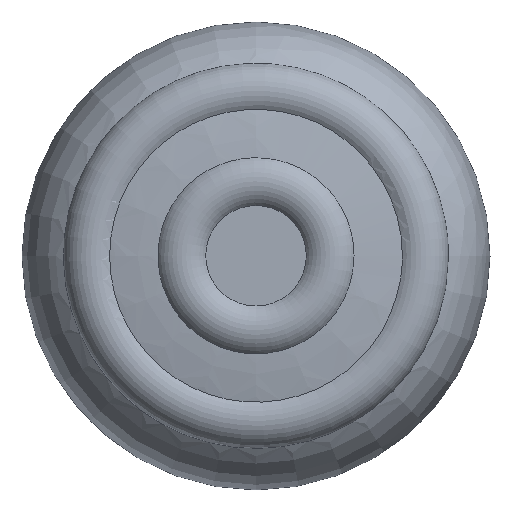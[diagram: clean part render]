
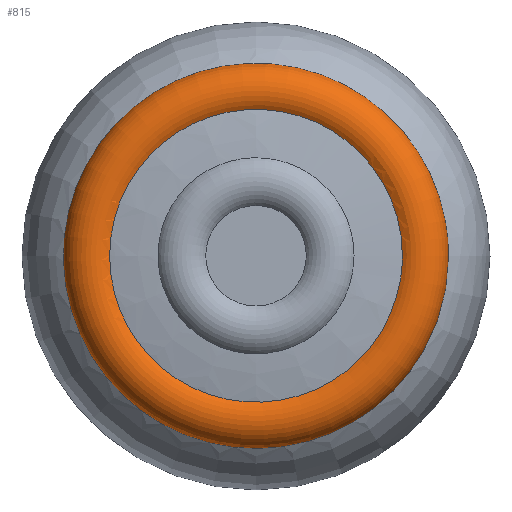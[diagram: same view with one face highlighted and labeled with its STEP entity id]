
A CAD part, top view. The second image highlights one B-rep face of the part: STEP entity #815.
In plain terms, the highlighted toroidal (fillet/blend) face has major radius 3.397 mm and minor radius 0.6 mm.
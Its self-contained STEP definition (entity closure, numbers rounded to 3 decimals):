
#18=TOROIDAL_SURFACE('',#896,3.397,0.6);
#97=FACE_OUTER_BOUND('',#147,.T.);
#147=EDGE_LOOP('',(#735,#736,#737,#738));
#239=B_SPLINE_CURVE_WITH_KNOTS('',3,(#3690,#3691,#3692,#3693,#3694,#3695,
#3696,#3697,#3698,#3699,#3700,#3701,#3702,#3703,#3704,#3705,#3706,#3707,
#3708,#3709,#3710,#3711,#3712,#3713,#3714,#3715,#3716,#3717,#3718,#3719,
#3720,#3721,#3722,#3723,#3724,#3725,#3726,#3727,#3728),.UNSPECIFIED.,.T.,
 .F.,(4,2,2,2,2,2,2,2,2,2,2,2,2,2,2,3,2,2,4),(-2.268,-2.183,
-2.027,-1.871,-1.715,-1.559,
-1.403,-1.247,-1.091,-0.935,
-0.779,-0.624,-0.468,-0.312,
-0.156,0.,0.088,0.177,0.247),
 .UNSPECIFIED.);
#240=B_SPLINE_CURVE_WITH_KNOTS('',3,(#3731,#3732,#3733,#3734,#3735,#3736,
#3737,#3738,#3739,#3740,#3741,#3742,#3743,#3744,#3745,#3746,#3747,#3748,
#3749,#3750,#3751,#3752,#3753,#3754,#3755,#3756,#3757,#3758,#3759,#3760,
#3761,#3762,#3763,#3764,#3765,#3766,#3767,#3768,#3769),.UNSPECIFIED.,.T.,
 .F.,(4,2,2,3,2,2,2,2,2,2,2,2,2,2,2,2,2,2,4),(-0.239,-0.237,
-0.119,0.,0.067,0.134,0.253,
0.371,0.49,0.608,0.727,
0.845,0.964,1.082,1.201,1.319,
1.438,1.556,1.673),.UNSPECIFIED.);
#277=CIRCLE('',#897,0.6);
#359=VERTEX_POINT('',#3689);
#360=VERTEX_POINT('',#3729);
#485=EDGE_CURVE('',#359,#359,#239,.T.);
#486=EDGE_CURVE('',#359,#360,#277,.T.);
#487=EDGE_CURVE('',#360,#360,#240,.T.);
#735=ORIENTED_EDGE('',*,*,#485,.F.);
#736=ORIENTED_EDGE('',*,*,#486,.T.);
#737=ORIENTED_EDGE('',*,*,#487,.F.);
#738=ORIENTED_EDGE('',*,*,#486,.F.);
#815=ADVANCED_FACE('',(#97),#18,.T.);
#896=AXIS2_PLACEMENT_3D('',#3688,#1029,#1030);
#897=AXIS2_PLACEMENT_3D('',#3730,#1031,#1032);
#1029=DIRECTION('center_axis',(0.,0.,-1.));
#1030=DIRECTION('ref_axis',(-1.,0.,0.));
#1031=DIRECTION('center_axis',(0.,-1.,0.));
#1032=DIRECTION('ref_axis',(1.,0.,0.));
#3688=CARTESIAN_POINT('Origin',(0.,0.,3.952));
#3689=CARTESIAN_POINT('',(3.991,0.,4.038));
#3690=CARTESIAN_POINT('Ctrl Pts',(3.991,0.,
4.038));
#3691=CARTESIAN_POINT('Ctrl Pts',(3.991,-0.285,4.038));
#3692=CARTESIAN_POINT('Ctrl Pts',(3.96,-0.569,4.038));
#3693=CARTESIAN_POINT('Ctrl Pts',(3.789,-1.357,4.038));
#3694=CARTESIAN_POINT('Ctrl Pts',(3.58,-1.838,4.038));
#3695=CARTESIAN_POINT('Ctrl Pts',(2.99,-2.694,4.038));
#3696=CARTESIAN_POINT('Ctrl Pts',(2.614,-3.06,4.038));
#3697=CARTESIAN_POINT('Ctrl Pts',(1.744,-3.627,4.038));
#3698=CARTESIAN_POINT('Ctrl Pts',(1.257,-3.823,4.038));
#3699=CARTESIAN_POINT('Ctrl Pts',(0.236,-4.017,4.038));
#3700=CARTESIAN_POINT('Ctrl Pts',(-0.289,-4.014,
4.038));
#3701=CARTESIAN_POINT('Ctrl Pts',(-1.307,-3.806,4.038));
#3702=CARTESIAN_POINT('Ctrl Pts',(-1.791,-3.604,4.038));
#3703=CARTESIAN_POINT('Ctrl Pts',(-2.654,-3.025,4.038));
#3704=CARTESIAN_POINT('Ctrl Pts',(-3.025,-2.654,4.038));
#3705=CARTESIAN_POINT('Ctrl Pts',(-3.604,-1.791,4.038));
#3706=CARTESIAN_POINT('Ctrl Pts',(-3.806,-1.307,4.038));
#3707=CARTESIAN_POINT('Ctrl Pts',(-4.014,-0.289,
4.038));
#3708=CARTESIAN_POINT('Ctrl Pts',(-4.017,0.236,4.038));
#3709=CARTESIAN_POINT('Ctrl Pts',(-3.823,1.257,4.038));
#3710=CARTESIAN_POINT('Ctrl Pts',(-3.627,1.744,4.038));
#3711=CARTESIAN_POINT('Ctrl Pts',(-3.06,2.614,4.038));
#3712=CARTESIAN_POINT('Ctrl Pts',(-2.694,2.99,4.038));
#3713=CARTESIAN_POINT('Ctrl Pts',(-1.838,3.58,4.038));
#3714=CARTESIAN_POINT('Ctrl Pts',(-1.357,3.789,4.038));
#3715=CARTESIAN_POINT('Ctrl Pts',(-0.341,4.01,4.038));
#3716=CARTESIAN_POINT('Ctrl Pts',(0.183,4.02,4.038));
#3717=CARTESIAN_POINT('Ctrl Pts',(1.207,3.839,4.038));
#3718=CARTESIAN_POINT('Ctrl Pts',(1.696,3.65,4.038));
#3719=CARTESIAN_POINT('Ctrl Pts',(2.574,3.094,4.038));
#3720=CARTESIAN_POINT('Ctrl Pts',(2.954,2.733,4.038));
#3721=CARTESIAN_POINT('Ctrl Pts',(3.255,2.309,4.038));
#3722=CARTESIAN_POINT('Ctrl Pts',(3.425,2.069,4.038));
#3723=CARTESIAN_POINT('Ctrl Pts',(3.568,1.811,4.038));
#3724=CARTESIAN_POINT('Ctrl Pts',(3.795,1.268,4.038));
#3725=CARTESIAN_POINT('Ctrl Pts',(3.879,0.985,4.038));
#3726=CARTESIAN_POINT('Ctrl Pts',(3.97,0.465,4.038));
#3727=CARTESIAN_POINT('Ctrl Pts',(3.991,0.232,4.038));
#3728=CARTESIAN_POINT('Ctrl Pts',(3.991,0.,
4.038));
#3729=CARTESIAN_POINT('',(3.034,0.,4.43));
#3730=CARTESIAN_POINT('Origin',(3.397,0.,
3.952));
#3731=CARTESIAN_POINT('Ctrl Pts',(3.034,0.,
4.43));
#3732=CARTESIAN_POINT('Ctrl Pts',(3.034,0.007,
4.43));
#3733=CARTESIAN_POINT('Ctrl Pts',(3.034,0.013,4.43));
#3734=CARTESIAN_POINT('Ctrl Pts',(3.031,0.415,4.43));
#3735=CARTESIAN_POINT('Ctrl Pts',(2.952,0.806,4.43));
#3736=CARTESIAN_POINT('Ctrl Pts',(2.647,1.535,4.43));
#3737=CARTESIAN_POINT('Ctrl Pts',(2.425,1.866,4.43));
#3738=CARTESIAN_POINT('Ctrl Pts',(2.145,2.145,4.43));
#3739=CARTESIAN_POINT('Ctrl Pts',(1.987,2.304,4.43));
#3740=CARTESIAN_POINT('Ctrl Pts',(1.812,2.444,4.43));
#3741=CARTESIAN_POINT('Ctrl Pts',(1.434,2.683,4.43));
#3742=CARTESIAN_POINT('Ctrl Pts',(1.232,2.781,4.43));
#3743=CARTESIAN_POINT('Ctrl Pts',(0.65,2.99,4.43));
#3744=CARTESIAN_POINT('Ctrl Pts',(0.255,3.049,4.43));
#3745=CARTESIAN_POINT('Ctrl Pts',(-0.534,3.013,4.43));
#3746=CARTESIAN_POINT('Ctrl Pts',(-0.921,2.918,4.43));
#3747=CARTESIAN_POINT('Ctrl Pts',(-1.638,2.584,4.43));
#3748=CARTESIAN_POINT('Ctrl Pts',(-1.96,2.349,4.43));
#3749=CARTESIAN_POINT('Ctrl Pts',(-2.496,1.769,4.43));
#3750=CARTESIAN_POINT('Ctrl Pts',(-2.705,1.429,4.43));
#3751=CARTESIAN_POINT('Ctrl Pts',(-2.981,0.689,4.43));
#3752=CARTESIAN_POINT('Ctrl Pts',(-3.045,0.295,4.43));
#3753=CARTESIAN_POINT('Ctrl Pts',(-3.019,-0.494,
4.43));
#3754=CARTESIAN_POINT('Ctrl Pts',(-2.929,-0.883,
4.43));
#3755=CARTESIAN_POINT('Ctrl Pts',(-2.606,-1.604,4.43));
#3756=CARTESIAN_POINT('Ctrl Pts',(-2.375,-1.929,4.43));
#3757=CARTESIAN_POINT('Ctrl Pts',(-1.802,-2.473,4.43));
#3758=CARTESIAN_POINT('Ctrl Pts',(-1.465,-2.686,4.43));
#3759=CARTESIAN_POINT('Ctrl Pts',(-0.728,-2.972,
4.43));
#3760=CARTESIAN_POINT('Ctrl Pts',(-0.335,-3.041,
4.43));
#3761=CARTESIAN_POINT('Ctrl Pts',(0.455,-3.026,4.43));
#3762=CARTESIAN_POINT('Ctrl Pts',(0.844,-2.941,4.43));
#3763=CARTESIAN_POINT('Ctrl Pts',(1.569,-2.626,4.43));
#3764=CARTESIAN_POINT('Ctrl Pts',(1.898,-2.4,4.43));
#3765=CARTESIAN_POINT('Ctrl Pts',(2.449,-1.834,4.43));
#3766=CARTESIAN_POINT('Ctrl Pts',(2.667,-1.5,4.43));
#3767=CARTESIAN_POINT('Ctrl Pts',(2.959,-0.773,4.43));
#3768=CARTESIAN_POINT('Ctrl Pts',(3.034,-0.388,4.43));
#3769=CARTESIAN_POINT('Ctrl Pts',(3.034,0.,
4.43));
